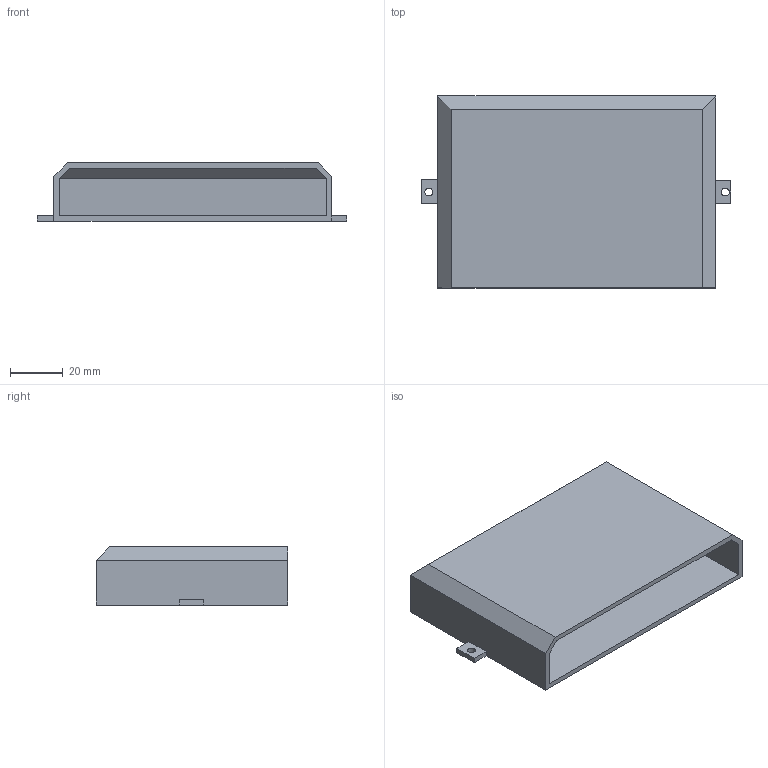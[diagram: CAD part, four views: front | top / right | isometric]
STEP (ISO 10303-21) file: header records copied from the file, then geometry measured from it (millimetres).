
FILE_DESCRIPTION(/* description */ (''),/* implementation_level */ '2;1');
FILE_NAME(/* name */ 'Steper no cover v5.step',/* time_stamp */ '2024-05-28T16:38:35+02:00',/* author */ (''),/* organization */ (''),/* preprocessor_version */ 'ST-DEVELOPER v20',/* originating_system */ 'Autodesk Translation Framework v13.14.0.145',/* authorisation */ '');
FILE_SCHEMA (('AUTOMOTIVE_DESIGN { 1 0 10303 214 3 1 1 }'));
Length unit declared in the file: millimetre
Products named in the file (1): Steper no cover
Bounding box: 117.26 x 72.6 x 22 mm (x, y, z)
Volume: 38203.9 mm3; surface area: 38838.9 mm2
Topology: 1 solids, 1 shells, 30 faces, 77 edges, 50 vertices
Faces by surface type: plane 25, cylinder 5
Full cylindrical faces by diameter (mm): 2.8 x3, 3 x2
Entity records: 952 total; most frequent: CARTESIAN_POINT 158, ORIENTED_EDGE 154, DIRECTION 149, EDGE_CURVE 77, LINE 67, VECTOR 67, VERTEX_POINT 50, EDGE_LOOP 41
